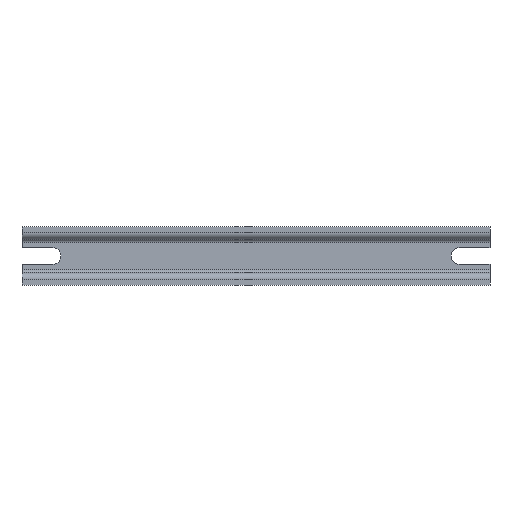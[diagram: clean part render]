
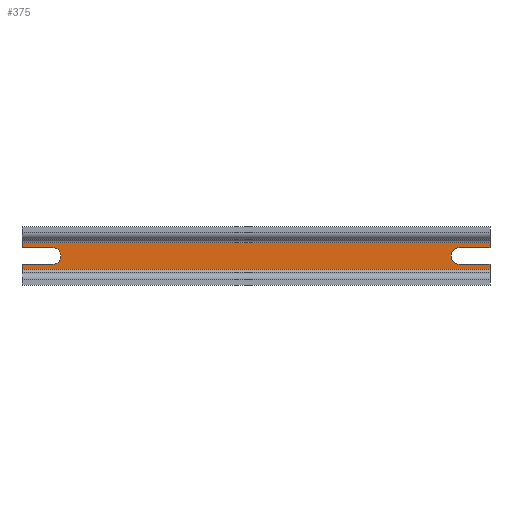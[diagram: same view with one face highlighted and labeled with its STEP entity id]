
A CAD part, top view. The second image highlights one B-rep face of the part: STEP entity #375.
In plain terms, the highlighted planar face has unit normal (0, 0, 1).
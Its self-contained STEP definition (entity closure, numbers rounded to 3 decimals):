
#298=AXIS2_PLACEMENT_3D('Plane Axis2P3D',#295,#296,#297) ;
#351=AXIS2_PLACEMENT_3D('Circle Axis2P3D',#349,#350,$) ;
#40=CARTESIAN_POINT('Vertex',(120.,5.4,1.)) ;
#56=CARTESIAN_POINT('Vertex',(112.1,5.4,1.)) ;
#59=CARTESIAN_POINT('Line Origine',(116.05,5.4,1.)) ;
#84=CARTESIAN_POINT('Line Origine',(120.,4.725,1.)) ;
#88=CARTESIAN_POINT('Vertex',(120.,4.05,1.)) ;
#273=CARTESIAN_POINT('Vertex',(112.1,9.6,1.)) ;
#277=CARTESIAN_POINT('Control Point',(112.1,9.6,1.)) ;
#278=CARTESIAN_POINT('Control Point',(111.44,9.6,1.)) ;
#279=CARTESIAN_POINT('Control Point',(110.781,9.341,1.)) ;
#280=CARTESIAN_POINT('Control Point',(110.259,8.819,1.)) ;
#281=CARTESIAN_POINT('Control Point',(109.741,7.5,1.)) ;
#282=CARTESIAN_POINT('Control Point',(110.259,6.181,1.)) ;
#283=CARTESIAN_POINT('Control Point',(110.781,5.659,1.)) ;
#284=CARTESIAN_POINT('Control Point',(111.44,5.4,1.)) ;
#285=CARTESIAN_POINT('Control Point',(112.1,5.4,1.)) ;
#295=CARTESIAN_POINT('Axis2P3D Location',(60.,10.95,1.)) ;
#300=CARTESIAN_POINT('Line Origine',(0.,4.725,1.)) ;
#304=CARTESIAN_POINT('Vertex',(0.,5.4,1.)) ;
#306=CARTESIAN_POINT('Vertex',(0.,4.05,1.)) ;
#309=CARTESIAN_POINT('Line Origine',(60.,4.05,1.)) ;
#314=CARTESIAN_POINT('Line Origine',(116.05,9.6,1.)) ;
#318=CARTESIAN_POINT('Vertex',(120.,9.6,1.)) ;
#321=CARTESIAN_POINT('Line Origine',(120.,10.275,1.)) ;
#325=CARTESIAN_POINT('Vertex',(120.,10.95,1.)) ;
#328=CARTESIAN_POINT('Line Origine',(60.,10.95,1.)) ;
#332=CARTESIAN_POINT('Vertex',(0.,10.95,1.)) ;
#335=CARTESIAN_POINT('Line Origine',(0.,10.275,1.)) ;
#339=CARTESIAN_POINT('Vertex',(0.,9.6,1.)) ;
#342=CARTESIAN_POINT('Line Origine',(3.95,9.6,1.)) ;
#346=CARTESIAN_POINT('Vertex',(7.9,9.6,1.)) ;
#349=CARTESIAN_POINT('Axis2P3D Location',(7.9,7.5,1.)) ;
#353=CARTESIAN_POINT('Vertex',(7.9,5.4,1.)) ;
#356=CARTESIAN_POINT('Line Origine',(3.95,5.4,1.)) ;
#60=DIRECTION('Vector Direction',(-1.,0.,0.)) ;
#85=DIRECTION('Vector Direction',(0.,-1.,0.)) ;
#296=DIRECTION('Axis2P3D Direction',(-0.,0.,1.)) ;
#297=DIRECTION('Axis2P3D XDirection',(0.,-1.,0.)) ;
#301=DIRECTION('Vector Direction',(0.,-1.,0.)) ;
#310=DIRECTION('Vector Direction',(1.,0.,0.)) ;
#315=DIRECTION('Vector Direction',(1.,0.,0.)) ;
#322=DIRECTION('Vector Direction',(0.,-1.,0.)) ;
#329=DIRECTION('Vector Direction',(1.,0.,0.)) ;
#336=DIRECTION('Vector Direction',(0.,-1.,0.)) ;
#343=DIRECTION('Vector Direction',(-1.,0.,0.)) ;
#350=DIRECTION('Axis2P3D Direction',(-0.,0.,1.)) ;
#357=DIRECTION('Vector Direction',(1.,0.,0.)) ;
#61=VECTOR('Line Direction',#60,1.) ;
#86=VECTOR('Line Direction',#85,1.) ;
#302=VECTOR('Line Direction',#301,1.) ;
#311=VECTOR('Line Direction',#310,1.) ;
#316=VECTOR('Line Direction',#315,1.) ;
#323=VECTOR('Line Direction',#322,1.) ;
#330=VECTOR('Line Direction',#329,1.) ;
#337=VECTOR('Line Direction',#336,1.) ;
#344=VECTOR('Line Direction',#343,1.) ;
#358=VECTOR('Line Direction',#357,1.) ;
#362=ORIENTED_EDGE('',*,*,#308,.T.) ;
#363=ORIENTED_EDGE('',*,*,#313,.T.) ;
#364=ORIENTED_EDGE('',*,*,#90,.F.) ;
#365=ORIENTED_EDGE('',*,*,#63,.F.) ;
#366=ORIENTED_EDGE('',*,*,#286,.F.) ;
#367=ORIENTED_EDGE('',*,*,#320,.F.) ;
#368=ORIENTED_EDGE('',*,*,#327,.F.) ;
#369=ORIENTED_EDGE('',*,*,#334,.F.) ;
#370=ORIENTED_EDGE('',*,*,#341,.T.) ;
#371=ORIENTED_EDGE('',*,*,#348,.F.) ;
#372=ORIENTED_EDGE('',*,*,#355,.F.) ;
#373=ORIENTED_EDGE('',*,*,#360,.F.) ;
#375=ADVANCED_FACE('Hauptk\X2\00F6\X0\rper',(#374),#299,.T.) ;
#276=B_SPLINE_CURVE_WITH_KNOTS('',5,(#277,#278,#279,#280,#281,#282,#283,#284,#285),.UNSPECIFIED.,.F.,.U.,(6,3,6),(-3.299,0.,3.299),.UNSPECIFIED.) ;
#352=CIRCLE('generated circle',#351,2.1) ;
#63=EDGE_CURVE('',#57,#41,#62,.F.) ;
#90=EDGE_CURVE('',#41,#89,#87,.T.) ;
#286=EDGE_CURVE('',#274,#57,#276,.T.) ;
#308=EDGE_CURVE('',#305,#307,#303,.T.) ;
#313=EDGE_CURVE('',#307,#89,#312,.T.) ;
#320=EDGE_CURVE('',#319,#274,#317,.F.) ;
#327=EDGE_CURVE('',#326,#319,#324,.T.) ;
#334=EDGE_CURVE('',#333,#326,#331,.T.) ;
#341=EDGE_CURVE('',#333,#340,#338,.T.) ;
#348=EDGE_CURVE('',#347,#340,#345,.T.) ;
#355=EDGE_CURVE('',#354,#347,#352,.T.) ;
#360=EDGE_CURVE('',#305,#354,#359,.T.) ;
#361=EDGE_LOOP('',(#362,#363,#364,#365,#366,#367,#368,#369,#370,#371,#372,#373)) ;
#374=FACE_OUTER_BOUND('',#361,.T.) ;
#62=LINE('Line',#59,#61) ;
#87=LINE('Line',#84,#86) ;
#303=LINE('Line',#300,#302) ;
#312=LINE('Line',#309,#311) ;
#317=LINE('Line',#314,#316) ;
#324=LINE('Line',#321,#323) ;
#331=LINE('Line',#328,#330) ;
#338=LINE('Line',#335,#337) ;
#345=LINE('Line',#342,#344) ;
#359=LINE('Line',#356,#358) ;
#299=PLANE('',#298) ;
#41=VERTEX_POINT('',#40) ;
#57=VERTEX_POINT('',#56) ;
#89=VERTEX_POINT('',#88) ;
#274=VERTEX_POINT('',#273) ;
#305=VERTEX_POINT('',#304) ;
#307=VERTEX_POINT('',#306) ;
#319=VERTEX_POINT('',#318) ;
#326=VERTEX_POINT('',#325) ;
#333=VERTEX_POINT('',#332) ;
#340=VERTEX_POINT('',#339) ;
#347=VERTEX_POINT('',#346) ;
#354=VERTEX_POINT('',#353) ;
